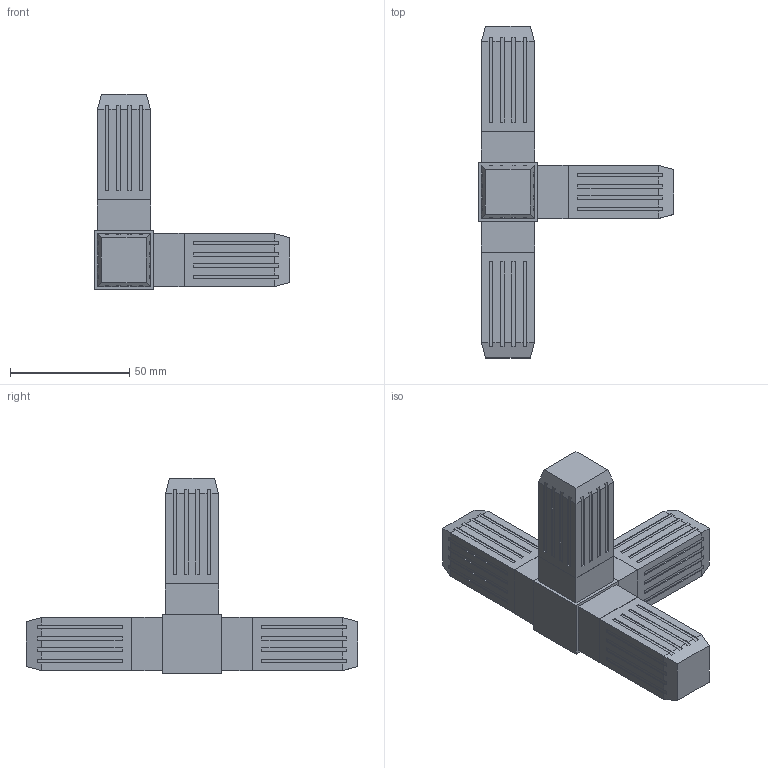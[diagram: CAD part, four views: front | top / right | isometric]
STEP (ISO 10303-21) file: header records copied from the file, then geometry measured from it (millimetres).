
FILE_DESCRIPTION(('STEP AP214'),'1');
FILE_NAME('100-316-S.stp','2014-07-06T20:44:47',(' '),(' '),'Spatial InterOp 3D',' ',' ');
FILE_SCHEMA(('automotive_design'));
Length unit declared in the file: metre
Products named in the file (2): 1; 2
Bounding box: 82.22 x 139.37 x 82.22 mm (x, y, z)
Volume: 126598.1 mm3; surface area: 25257.7 mm2
Topology: 1 solids, 1 shells, 318 faces, 908 edges, 601 vertices
Faces by surface type: plane 318
Entity records: 12704 total; most frequent: CARTESIAN_POINT 1829, ORIENTED_EDGE 1816, DIRECTION 1548, EDGE_CURVE 908, LINE 908, VECTOR 908, VERTEX_POINT 600, EDGE_LOOP 326
